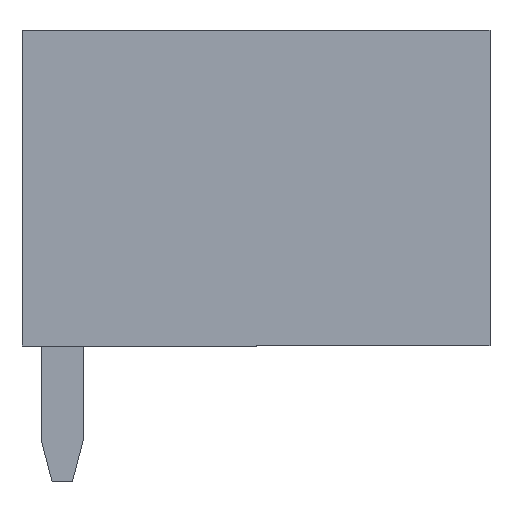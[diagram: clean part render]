
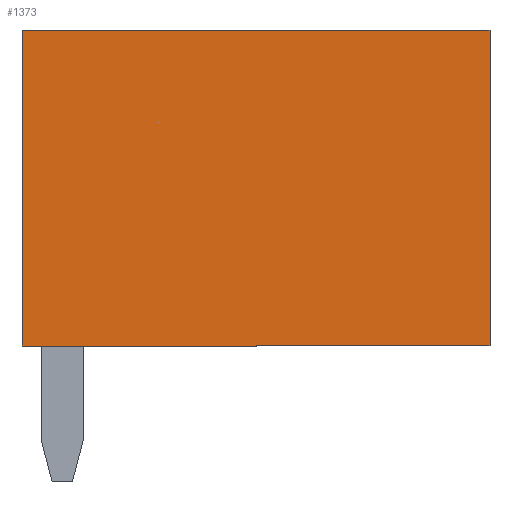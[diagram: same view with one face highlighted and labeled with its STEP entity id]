
A CAD part, left-side view. The second image highlights one B-rep face of the part: STEP entity #1373.
In plain terms, the highlighted planar face has unit normal (-1, 0, 0).
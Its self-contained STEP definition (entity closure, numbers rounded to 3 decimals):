
#1334=CARTESIAN_POINT('',(-4.2,-10.653,-0.372));
#1335=DIRECTION('',(1.0,0.0,0.0));
#1336=DIRECTION('',(0.0,1.0,0.0));
#1337=AXIS2_PLACEMENT_3D('',#1334,#1335,#1336);
#1338=PLANE('',#1337);
#1339=CARTESIAN_POINT('',(-4.2,0.95,0.));
#1340=VERTEX_POINT('',#1339);
#1341=CARTESIAN_POINT('',(-4.2,0.95,7.45));
#1342=VERTEX_POINT('',#1341);
#1343=CARTESIAN_POINT('',(-4.2,0.95,0.));
#1344=DIRECTION('',(0.0,0.0,1.0));
#1345=VECTOR('',#1344,7.45);
#1346=LINE('',#1343,#1345);
#1347=EDGE_CURVE('',#1340,#1342,#1346,.T.);
#1348=ORIENTED_EDGE('',*,*,#1347,.F.);
#1349=CARTESIAN_POINT('',(-4.2,-10.1,0.));
#1350=VERTEX_POINT('',#1349);
#1351=CARTESIAN_POINT('',(-4.2,-10.1,0.));
#1352=DIRECTION('',(0.0,1.0,0.0));
#1353=VECTOR('',#1352,11.05);
#1354=LINE('',#1351,#1353);
#1355=EDGE_CURVE('',#1350,#1340,#1354,.T.);
#1356=ORIENTED_EDGE('',*,*,#1355,.F.);
#1357=CARTESIAN_POINT('',(-4.2,-10.1,7.45));
#1358=VERTEX_POINT('',#1357);
#1359=CARTESIAN_POINT('',(-4.2,-10.1,7.45));
#1360=DIRECTION('',(0.0,0.0,-1.0));
#1361=VECTOR('',#1360,7.45);
#1362=LINE('',#1359,#1361);
#1363=EDGE_CURVE('',#1358,#1350,#1362,.T.);
#1364=ORIENTED_EDGE('',*,*,#1363,.F.);
#1365=CARTESIAN_POINT('',(-4.2,0.95,7.45));
#1366=DIRECTION('',(0.0,-1.0,0.0));
#1367=VECTOR('',#1366,11.05);
#1368=LINE('',#1365,#1367);
#1369=EDGE_CURVE('',#1342,#1358,#1368,.T.);
#1370=ORIENTED_EDGE('',*,*,#1369,.F.);
#1371=EDGE_LOOP('',(#1348,#1356,#1364,#1370));
#1372=FACE_OUTER_BOUND('',#1371,.T.);
#1373=ADVANCED_FACE('',(#1372),#1338,.F.);
